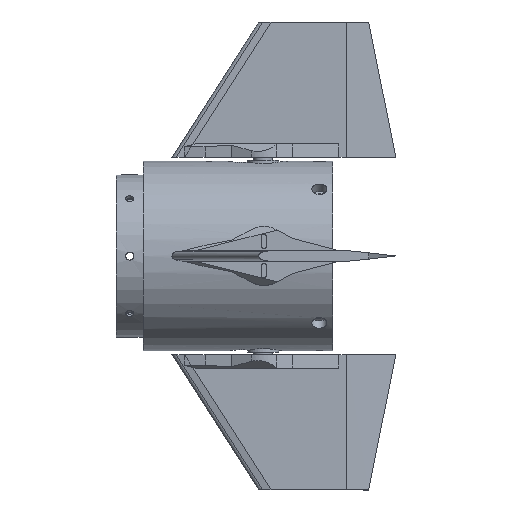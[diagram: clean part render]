
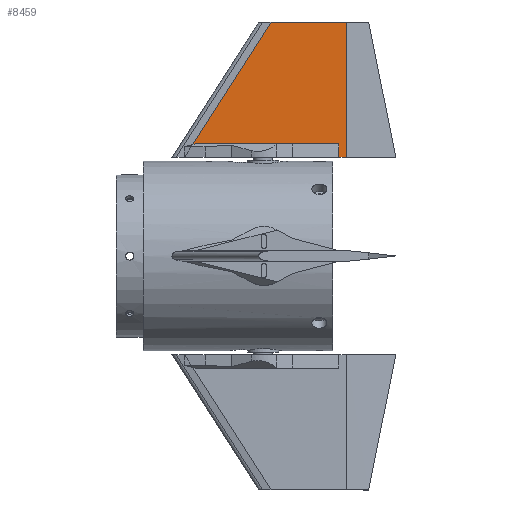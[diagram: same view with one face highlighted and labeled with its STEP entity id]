
A CAD part, left-side view. The second image highlights one B-rep face of the part: STEP entity #8459.
In plain terms, the highlighted planar face has unit normal (-1, 0, 0).
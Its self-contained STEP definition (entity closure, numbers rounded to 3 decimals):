
#84=B_SPLINE_CURVE_WITH_KNOTS('',3,(#12330,#12331,#12332,#12333),
 .UNSPECIFIED.,.F.,.F.,(4,4),(0.005,5.005),.UNSPECIFIED.);
#876=FACE_OUTER_BOUND('',#1330,.T.);
#1330=EDGE_LOOP('',(#5959,#5960,#5961,#5962,#5963,#5964,#5965));
#1911=LINE('',#12180,#2751);
#1918=LINE('',#12195,#2758);
#1972=LINE('',#12326,#2812);
#1973=LINE('',#12328,#2813);
#1974=LINE('',#12335,#2814);
#1975=LINE('',#12336,#2815);
#2751=VECTOR('',#9897,10.);
#2758=VECTOR('',#9908,10.);
#2812=VECTOR('',#10024,10.);
#2813=VECTOR('',#10025,1.);
#2814=VECTOR('',#10026,1.);
#2815=VECTOR('',#10027,10.);
#3581=VERTEX_POINT('',#12177);
#3582=VERTEX_POINT('',#12179);
#3588=VERTEX_POINT('',#12193);
#3634=VERTEX_POINT('',#12325);
#3635=VERTEX_POINT('',#12327);
#3636=VERTEX_POINT('',#12329);
#3637=VERTEX_POINT('',#12334);
#4474=EDGE_CURVE('',#3581,#3582,#1911,.F.);
#4482=EDGE_CURVE('',#3581,#3588,#1918,.T.);
#4545=EDGE_CURVE('',#3588,#3634,#1972,.T.);
#4546=EDGE_CURVE('',#3635,#3634,#1973,.T.);
#4547=EDGE_CURVE('',#3635,#3636,#84,.T.);
#4548=EDGE_CURVE('',#3637,#3636,#1974,.T.);
#4549=EDGE_CURVE('',#3582,#3637,#1975,.T.);
#5959=ORIENTED_EDGE('',*,*,#4482,.T.);
#5960=ORIENTED_EDGE('',*,*,#4545,.T.);
#5961=ORIENTED_EDGE('',*,*,#4546,.F.);
#5962=ORIENTED_EDGE('',*,*,#4547,.T.);
#5963=ORIENTED_EDGE('',*,*,#4548,.F.);
#5964=ORIENTED_EDGE('',*,*,#4549,.F.);
#5965=ORIENTED_EDGE('',*,*,#4474,.F.);
#8152=PLANE('',#9007);
#8459=ADVANCED_FACE('',(#876),#8152,.T.);
#9007=AXIS2_PLACEMENT_3D('',#12324,#10022,#10023);
#9897=DIRECTION('',(0.,-0.236,-0.972));
#9908=DIRECTION('',(0.,0.,-1.));
#10022=DIRECTION('center_axis',(-1.,0.,0.));
#10023=DIRECTION('ref_axis',(0.,-1.,0.));
#10024=DIRECTION('',(0.,1.,0.));
#10025=DIRECTION('',(0.,0.,1.));
#10026=DIRECTION('',(0.,0.,-1.));
#10027=DIRECTION('',(0.,-0.842,-0.539));
#12177=CARTESIAN_POINT('',(0.,-5.,53.941));
#12179=CARTESIAN_POINT('',(0.,-4.735,55.033));
#12180=CARTESIAN_POINT('',(0.,-12.118,24.584));
#12193=CARTESIAN_POINT('',(0.,-5.,1.074));
#12195=CARTESIAN_POINT('',(0.,-5.,23.819));
#12324=CARTESIAN_POINT('Origin',(0.,0.,0.));
#12325=CARTESIAN_POINT('',(0.,0.,1.074));
#12326=CARTESIAN_POINT('',(0.,-2.5,1.074));
#12327=CARTESIAN_POINT('',(0.,0.,-1.821));
#12328=CARTESIAN_POINT('',(0.,0.,0.));
#12329=CARTESIAN_POINT('',(0.,-50.,-1.821));
#12330=CARTESIAN_POINT('Ctrl Pts',(0.,0.,-1.821));
#12331=CARTESIAN_POINT('Ctrl Pts',(0.,-16.667,-1.821));
#12332=CARTESIAN_POINT('Ctrl Pts',(0.,-33.333,
-1.821));
#12333=CARTESIAN_POINT('Ctrl Pts',(0.,-50.,-1.821));
#12334=CARTESIAN_POINT('',(0.,-50.,26.064));
#12335=CARTESIAN_POINT('',(0.,-50.,30.36));
#12336=CARTESIAN_POINT('',(0.,-11.834,50.49));
